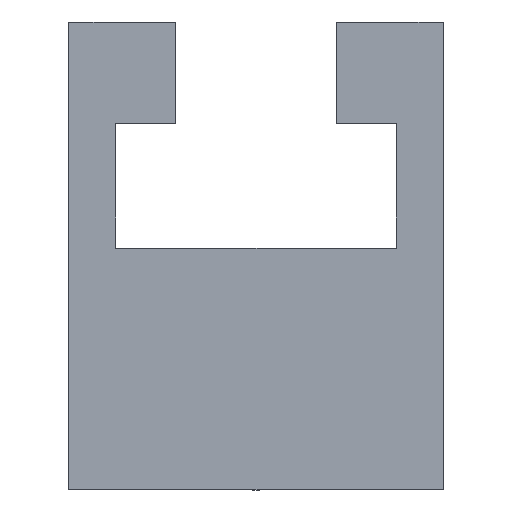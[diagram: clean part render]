
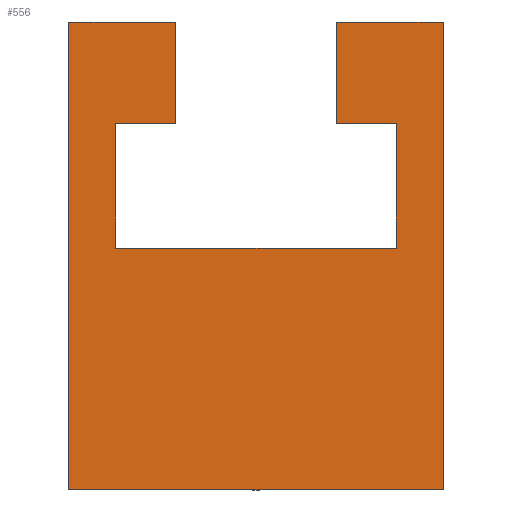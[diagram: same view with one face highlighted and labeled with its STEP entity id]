
A CAD part, left-side view. The second image highlights one B-rep face of the part: STEP entity #556.
In plain terms, the highlighted planar face has unit normal (-1, 0, 0).
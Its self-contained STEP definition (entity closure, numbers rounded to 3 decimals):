
#274=EDGE_CURVE('',#310,#388,#738,.T.);
#294=VERTEX_POINT('',#760);
#310=VERTEX_POINT('',#778);
#328=EDGE_CURVE('',#636,#560,#797,.T.);
#354=VERTEX_POINT('',#827);
#388=VERTEX_POINT('',#867);
#394=EDGE_CURVE('',#294,#576,#874,.T.);
#396=EDGE_CURVE('',#596,#636,#876,.T.);
#422=EDGE_CURVE('',#354,#596,#905,.T.);
#426=EDGE_CURVE('',#686,#294,#909,.T.);
#490=EDGE_CURVE('',#526,#310,#979,.T.);
#500=EDGE_CURVE('',#560,#562,#989,.T.);
#526=VERTEX_POINT('',#1016);
#536=EDGE_CURVE('',#576,#354,#1026,.T.);
#538=VERTEX_POINT('',#1028);
#556=ADVANCED_FACE('',(#1050),#1051,.F.);
#560=VERTEX_POINT('',#1055);
#562=VERTEX_POINT('',#1057);
#572=EDGE_CURVE('',#538,#526,#1068,.T.);
#576=VERTEX_POINT('',#1072);
#596=VERTEX_POINT('',#1093);
#636=VERTEX_POINT('',#1139);
#668=EDGE_CURVE('',#562,#538,#1173,.T.);
#676=EDGE_CURVE('',#388,#686,#1181,.T.);
#686=VERTEX_POINT('',#1196);
#738=LINE('',#1247,#1248);
#760=CARTESIAN_POINT('',(-60.0,9.0,23.5));
#778=CARTESIAN_POINT('',(-60.0,12.0,30.0));
#797=LINE('',#1329,#1330);
#827=CARTESIAN_POINT('',(-60.0,-9.0,15.5));
#867=CARTESIAN_POINT('',(-60.0,5.15,30.0));
#874=LINE('',#1432,#1433);
#876=LINE('',#1436,#1437);
#905=LINE('',#1482,#1483);
#909=LINE('',#1489,#1490);
#979=LINE('',#1586,#1587);
#989=LINE('',#1600,#1601);
#1016=CARTESIAN_POINT('',(-60.0,12.0,0.0));
#1026=LINE('',#1651,#1652);
#1028=CARTESIAN_POINT('',(-60.0,-12.0,0.0));
#1050=FACE_OUTER_BOUND('',#1683,.T.);
#1051=PLANE('',#1684);
#1055=CARTESIAN_POINT('',(-60.0,-5.15,30.0));
#1057=CARTESIAN_POINT('',(-60.0,-12.0,30.0));
#1068=LINE('',#1708,#1709);
#1072=CARTESIAN_POINT('',(-60.0,9.0,15.5));
#1093=CARTESIAN_POINT('',(-60.0,-9.0,23.5));
#1139=CARTESIAN_POINT('',(-60.0,-5.15,23.5));
#1173=LINE('',#1844,#1845);
#1181=LINE('',#1858,#1859);
#1196=CARTESIAN_POINT('',(-60.0,5.15,23.5));
#1247=CARTESIAN_POINT('',(-60.0,12.0,30.0));
#1248=VECTOR('',#1912,1.0);
#1329=CARTESIAN_POINT('',(-60.0,-5.15,23.5));
#1330=VECTOR('',#1971,1.0);
#1432=CARTESIAN_POINT('',(-60.0,9.0,23.5));
#1433=VECTOR('',#2078,1.0);
#1436=CARTESIAN_POINT('',(-60.0,-9.0,23.5));
#1437=VECTOR('',#2079,1.0);
#1482=CARTESIAN_POINT('',(-60.0,-9.0,15.5));
#1483=VECTOR('',#2114,1.0);
#1489=CARTESIAN_POINT('',(-60.0,5.15,23.5));
#1490=VECTOR('',#2118,1.0);
#1586=CARTESIAN_POINT('',(-60.0,12.0,0.0));
#1587=VECTOR('',#2197,1.0);
#1600=CARTESIAN_POINT('',(-60.0,-5.15,30.0));
#1601=VECTOR('',#2199,1.0);
#1651=CARTESIAN_POINT('',(-60.0,9.0,15.5));
#1652=VECTOR('',#2229,1.0);
#1683=EDGE_LOOP('',(#2261,#2262,#2263,#2264,#2265,#2266,#2267,#2268,#2269,#2270,#2271,#2272));
#1684=AXIS2_PLACEMENT_3D('',#2273,#2274,#2275);
#1708=CARTESIAN_POINT('',(-60.0,-12.0,0.0));
#1709=VECTOR('',#2287,1.0);
#1844=CARTESIAN_POINT('',(-60.0,-12.0,30.0));
#1845=VECTOR('',#2405,1.0);
#1858=CARTESIAN_POINT('',(-60.0,5.15,30.0));
#1859=VECTOR('',#2408,1.0);
#1912=DIRECTION('',(0.0,-1.0,0.0));
#1971=DIRECTION('',(0.0,0.0,1.0));
#2078=DIRECTION('',(0.0,0.0,-1.0));
#2079=DIRECTION('',(0.0,1.0,0.0));
#2114=DIRECTION('',(0.0,0.0,1.0));
#2118=DIRECTION('',(0.0,1.0,0.0));
#2197=DIRECTION('',(0.0,0.0,1.0));
#2199=DIRECTION('',(0.0,-1.0,0.0));
#2229=DIRECTION('',(0.0,-1.0,0.0));
#2261=ORIENTED_EDGE('',*,*,#490,.F.);
#2262=ORIENTED_EDGE('',*,*,#572,.F.);
#2263=ORIENTED_EDGE('',*,*,#668,.F.);
#2264=ORIENTED_EDGE('',*,*,#500,.F.);
#2265=ORIENTED_EDGE('',*,*,#328,.F.);
#2266=ORIENTED_EDGE('',*,*,#396,.F.);
#2267=ORIENTED_EDGE('',*,*,#422,.F.);
#2268=ORIENTED_EDGE('',*,*,#536,.F.);
#2269=ORIENTED_EDGE('',*,*,#394,.F.);
#2270=ORIENTED_EDGE('',*,*,#426,.F.);
#2271=ORIENTED_EDGE('',*,*,#676,.F.);
#2272=ORIENTED_EDGE('',*,*,#274,.F.);
#2273=CARTESIAN_POINT('',(-60.0,0.,15.949));
#2274=DIRECTION('',(1.0,0.0,0.0));
#2275=DIRECTION('',(0.0,1.0,0.0));
#2287=DIRECTION('',(0.0,1.0,0.0));
#2405=DIRECTION('',(0.0,0.0,-1.0));
#2408=DIRECTION('',(0.0,0.0,-1.0));
